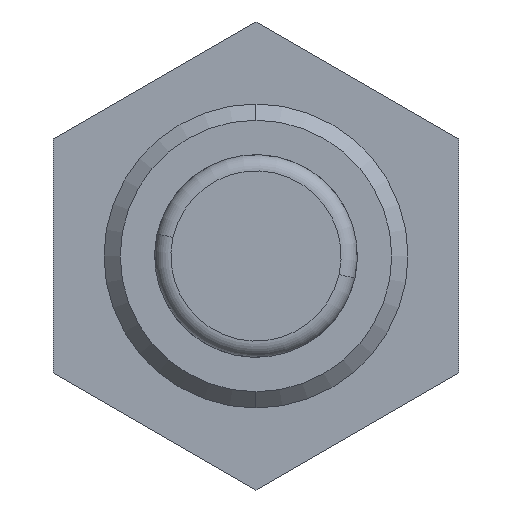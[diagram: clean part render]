
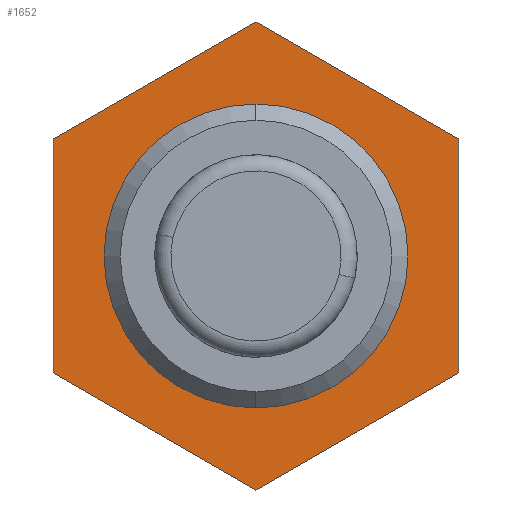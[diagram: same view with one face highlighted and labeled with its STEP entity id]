
A CAD part, left-side view. The second image highlights one B-rep face of the part: STEP entity #1652.
In plain terms, the highlighted planar face has unit normal (-1, 0, 0).
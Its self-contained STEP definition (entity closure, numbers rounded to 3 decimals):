
#2 = EDGE_CURVE ( 'NONE', #290, #150, #620, .T. ) ;
#15 = DIRECTION ( 'NONE',  ( 0., 0., 1. ) ) ;
#38 = CARTESIAN_POINT ( 'NONE',  ( 7.112, 0., -7.332 ) ) ;
#50 = CARTESIAN_POINT ( 'NONE',  ( 7.112, 6.35, 3.666 ) ) ;
#64 = DIRECTION ( 'NONE',  ( 0., -0.866, 0.5 ) ) ;
#69 = DIRECTION ( 'NONE',  ( 0., 0., -1. ) ) ;
#70 = ORIENTED_EDGE ( 'NONE', *, *, #1641, .F. ) ;
#100 = CARTESIAN_POINT ( 'NONE',  ( 7.112, 0., -4.763 ) ) ;
#105 = VECTOR ( 'NONE', #892, 1000. ) ;
#137 = LINE ( 'NONE', #352, #105 ) ;
#150 = VERTEX_POINT ( 'NONE', #939 ) ;
#168 = EDGE_CURVE ( 'NONE', #215, #811, #1028, .T. ) ;
#210 = ORIENTED_EDGE ( 'NONE', *, *, #797, .F. ) ;
#215 = VERTEX_POINT ( 'NONE', #50 ) ;
#251 = AXIS2_PLACEMENT_3D ( 'NONE', #488, #1139, #1305 ) ;
#265 = CARTESIAN_POINT ( 'NONE',  ( 7.112, 0., 0. ) ) ;
#276 = DIRECTION ( 'NONE',  ( 1., 0., 0. ) ) ;
#282 = VERTEX_POINT ( 'NONE', #857 ) ;
#283 = ORIENTED_EDGE ( 'NONE', *, *, #168, .F. ) ;
#290 = VERTEX_POINT ( 'NONE', #100 ) ;
#324 = EDGE_LOOP ( 'NONE', ( #1077, #1506, #70, #283, #210, #1046 ) ) ;
#329 = VECTOR ( 'NONE', #1025, 1000. ) ;
#352 = CARTESIAN_POINT ( 'NONE',  ( 7.112, -6.35, -3.666 ) ) ;
#412 = LINE ( 'NONE', #879, #1406 ) ;
#477 = VERTEX_POINT ( 'NONE', #38 ) ;
#488 = CARTESIAN_POINT ( 'NONE',  ( 7.112, 0., 0. ) ) ;
#493 = EDGE_CURVE ( 'NONE', #477, #819, #1096, .T. ) ;
#504 = CARTESIAN_POINT ( 'NONE',  ( 7.112, 0., 7.332 ) ) ;
#526 = DIRECTION ( 'NONE',  ( 0., 0., -1. ) ) ;
#620 = CIRCLE ( 'NONE', #251, 4.763 ) ;
#644 = DIRECTION ( 'NONE',  ( 0., 0.866, 0.5 ) ) ;
#653 = CARTESIAN_POINT ( 'NONE',  ( 7.112, 0., -7.332 ) ) ;
#658 = CARTESIAN_POINT ( 'NONE',  ( 7.112, 0., 0. ) ) ;
#671 = CARTESIAN_POINT ( 'NONE',  ( 7.112, 6.35, 3.666 ) ) ;
#700 = VECTOR ( 'NONE', #644, 1000. ) ;
#702 = CARTESIAN_POINT ( 'NONE',  ( 7.112, -6.35, -3.666 ) ) ;
#735 = VERTEX_POINT ( 'NONE', #702 ) ;
#797 = EDGE_CURVE ( 'NONE', #819, #215, #412, .T. ) ;
#799 = EDGE_LOOP ( 'NONE', ( #1642, #856 ) ) ;
#811 = VERTEX_POINT ( 'NONE', #504 ) ;
#819 = VERTEX_POINT ( 'NONE', #1538 ) ;
#856 = ORIENTED_EDGE ( 'NONE', *, *, #2, .T. ) ;
#857 = CARTESIAN_POINT ( 'NONE',  ( 7.112, -6.35, 3.666 ) ) ;
#869 = EDGE_CURVE ( 'NONE', #150, #290, #1065, .T. ) ;
#879 = CARTESIAN_POINT ( 'NONE',  ( 7.112, 6.35, -3.666 ) ) ;
#892 = DIRECTION ( 'NONE',  ( 0., 0.866, -0.5 ) ) ;
#926 = DIRECTION ( 'NONE',  ( 1., 0., 0. ) ) ;
#939 = CARTESIAN_POINT ( 'NONE',  ( 7.112, 0., 4.763 ) ) ;
#948 = CARTESIAN_POINT ( 'NONE',  ( 7.112, -6.35, 3.666 ) ) ;
#1025 = DIRECTION ( 'NONE',  ( 0., -0.866, -0.5 ) ) ;
#1028 = LINE ( 'NONE', #671, #1299 ) ;
#1046 = ORIENTED_EDGE ( 'NONE', *, *, #493, .F. ) ;
#1065 = CIRCLE ( 'NONE', #1118, 4.763 ) ;
#1077 = ORIENTED_EDGE ( 'NONE', *, *, #1620, .F. ) ;
#1096 = LINE ( 'NONE', #653, #700 ) ;
#1118 = AXIS2_PLACEMENT_3D ( 'NONE', #265, #276, #1168 ) ;
#1139 = DIRECTION ( 'NONE',  ( 1., 0., 0. ) ) ;
#1168 = DIRECTION ( 'NONE',  ( 0., 0., -1. ) ) ;
#1187 = VECTOR ( 'NONE', #69, 1000. ) ;
#1197 = FACE_BOUND ( 'NONE', #799, .T. ) ;
#1299 = VECTOR ( 'NONE', #64, 1000. ) ;
#1305 = DIRECTION ( 'NONE',  ( 0., 0., -1. ) ) ;
#1310 = CARTESIAN_POINT ( 'NONE',  ( 7.112, 0., 7.332 ) ) ;
#1369 = EDGE_CURVE ( 'NONE', #282, #735, #1661, .T. ) ;
#1386 = LINE ( 'NONE', #1310, #329 ) ;
#1406 = VECTOR ( 'NONE', #15, 1000. ) ;
#1454 = PLANE ( 'NONE',  #1502 ) ;
#1502 = AXIS2_PLACEMENT_3D ( 'NONE', #658, #926, #526 ) ;
#1506 = ORIENTED_EDGE ( 'NONE', *, *, #1369, .F. ) ;
#1538 = CARTESIAN_POINT ( 'NONE',  ( 7.112, 6.35, -3.666 ) ) ;
#1586 = FACE_OUTER_BOUND ( 'NONE', #324, .T. ) ;
#1620 = EDGE_CURVE ( 'NONE', #735, #477, #137, .T. ) ;
#1641 = EDGE_CURVE ( 'NONE', #811, #282, #1386, .T. ) ;
#1642 = ORIENTED_EDGE ( 'NONE', *, *, #869, .T. ) ;
#1652 = ADVANCED_FACE ( 'NONE', ( #1586, #1197 ), #1454, .F. ) ;
#1661 = LINE ( 'NONE', #948, #1187 ) ;
